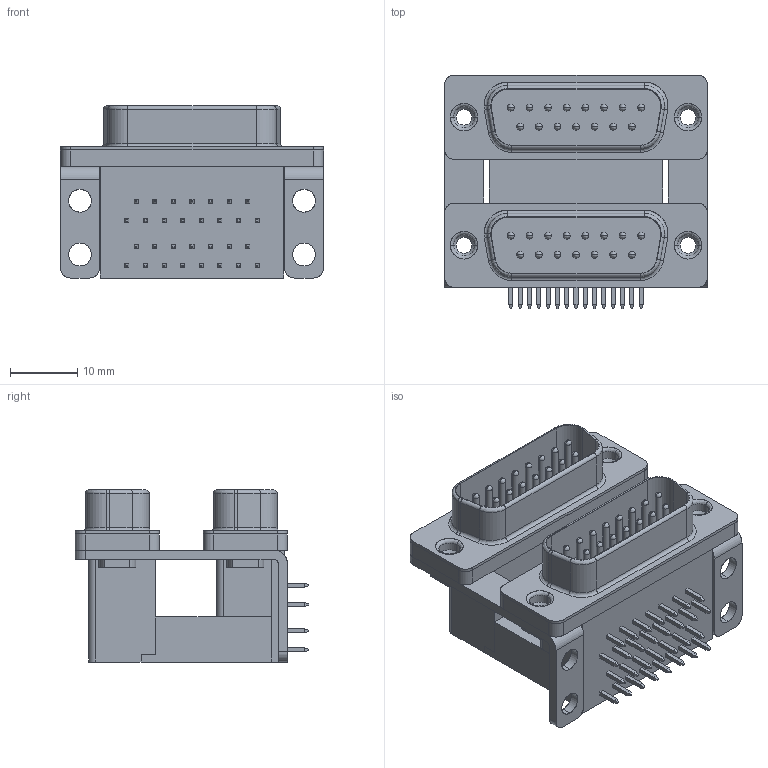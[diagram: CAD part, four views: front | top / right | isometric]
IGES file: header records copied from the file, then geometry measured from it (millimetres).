
Start section: SolidWorks IGES file using analytic representation for surfaces
Global section: file name: K42X-A15P-P-A_rA1.IGS; native system: SolidWorks 2012; preprocessor: SolidWorks 2012; author: William; date: 131204.130918; units: millimetre
Bounding box: 39.14 x 34.78 x 25.6 mm (x, y, z)
Surface area: 8570.6 mm2 (no closed solid volume)
Topology: 0 solids, 0 shells, 638 faces, 4648 edges, 4588 vertices
Faces by surface type: bspline 394, revolution 244
